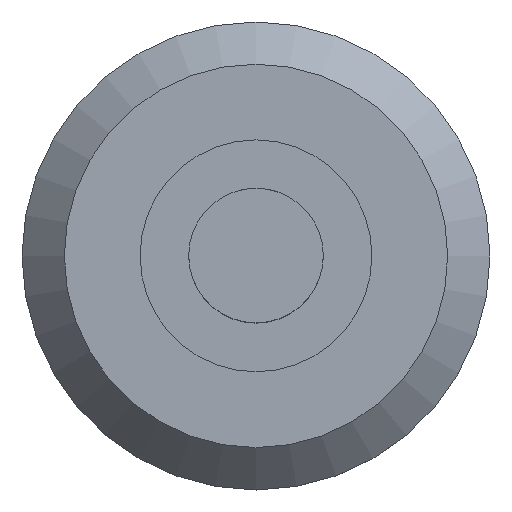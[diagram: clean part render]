
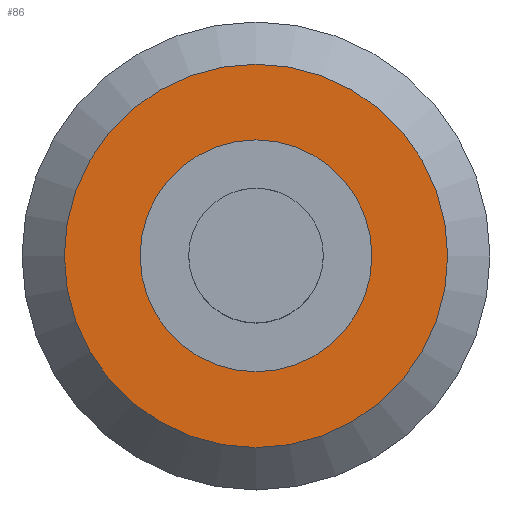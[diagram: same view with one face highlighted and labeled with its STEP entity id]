
A CAD part, top view. The second image highlights one B-rep face of the part: STEP entity #86.
In plain terms, the highlighted planar face has unit normal (0, 0, 1).
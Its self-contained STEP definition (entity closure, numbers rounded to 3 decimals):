
#86=ADVANCED_FACE('241[3]',(#201),#202,.T.);
#116=EDGE_CURVE('241[3]',#247,#247,#248,.T.);
#201=FACE_OUTER_BOUND('',#347,.T.);
#202=PLANE('',#348);
#247=VERTEX_POINT('',#438);
#248=CIRCLE('',#439,25.632);
#347=EDGE_LOOP('',(#571));
#348=AXIS2_PLACEMENT_3D('',#572,#573,#574);
#438=CARTESIAN_POINT('',(0.,25.632,-7.236));
#439=AXIS2_PLACEMENT_3D('',#617,#618,#619);
#571=ORIENTED_EDGE('',*,*,#116,.F.);
#572=CARTESIAN_POINT('',(0.,12.816,-7.236));
#573=DIRECTION('',(0.,0.,1.0));
#574=DIRECTION('',(0.,-1.0,0.));
#617=CARTESIAN_POINT('',(0.,0.,-7.236));
#618=DIRECTION('',(0.,0.,-1.0));
#619=DIRECTION('',(0.,1.0,0.));
